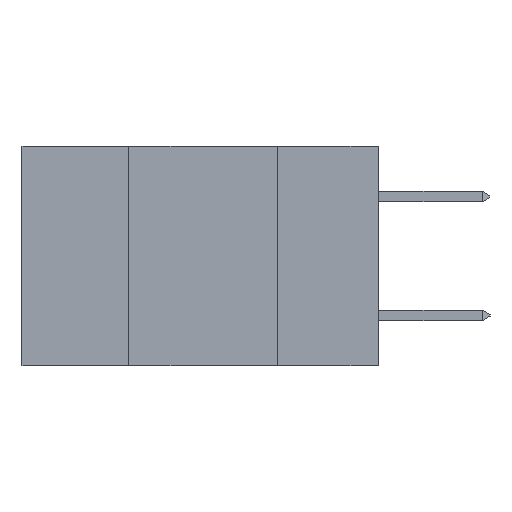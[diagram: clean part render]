
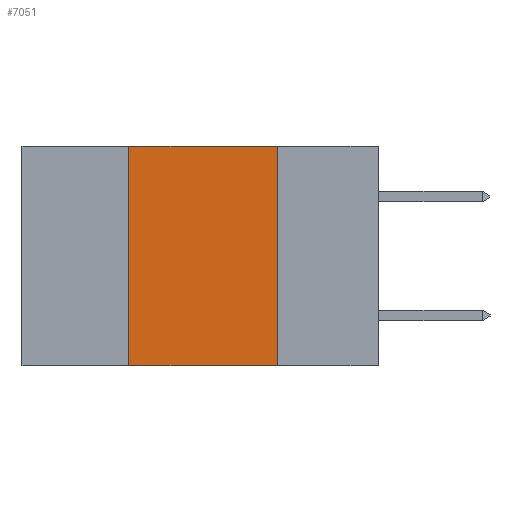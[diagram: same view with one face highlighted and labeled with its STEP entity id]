
A CAD part, left-side view. The second image highlights one B-rep face of the part: STEP entity #7051.
In plain terms, the highlighted planar face has unit normal (-1, 0, 0).
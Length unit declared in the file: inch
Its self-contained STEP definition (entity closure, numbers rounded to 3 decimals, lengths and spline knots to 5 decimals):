
#521 = EDGE_CURVE ( 'NONE', #20341, #9662, #18660, .T. ) ;
#589 = LINE ( 'NONE', #10003, #10806 ) ;
#2369 = CARTESIAN_POINT ( 'NONE',  ( 0., 0.17, -0.37 ) ) ;
#2604 = CARTESIAN_POINT ( 'NONE',  ( 0., 0.42, -0.37 ) ) ;
#2617 = LINE ( 'NONE', #13776, #18177 ) ;
#2971 = PLANE ( 'NONE',  #5664 ) ;
#3115 = VECTOR ( 'NONE', #6667, 39.37008 ) ;
#4123 = EDGE_CURVE ( 'NONE', #9662, #9802, #2617, .T. ) ;
#5664 = AXIS2_PLACEMENT_3D ( 'NONE', #21263, #9163, #23273 ) ;
#6667 = DIRECTION ( 'NONE',  ( 0., 0., 1. ) ) ;
#7051 = ADVANCED_FACE ( 'NONE', ( #7656 ), #2971, .F. ) ;
#7161 = CARTESIAN_POINT ( 'NONE',  ( 0., 0.17, 0. ) ) ;
#7390 = EDGE_CURVE ( 'NONE', #20341, #9580, #589, .T. ) ;
#7656 = FACE_OUTER_BOUND ( 'NONE', #20681, .T. ) ;
#8004 = DIRECTION ( 'NONE',  ( 0., -1., 0. ) ) ;
#9163 = DIRECTION ( 'NONE',  ( 1., 0., 0. ) ) ;
#9580 = VERTEX_POINT ( 'NONE', #18658 ) ;
#9662 = VERTEX_POINT ( 'NONE', #14857 ) ;
#9769 = ORIENTED_EDGE ( 'NONE', *, *, #7390, .T. ) ;
#9802 = VERTEX_POINT ( 'NONE', #7161 ) ;
#10003 = CARTESIAN_POINT ( 'NONE',  ( 0., 0.6, -0.37 ) ) ;
#10806 = VECTOR ( 'NONE', #8004, 39.37008 ) ;
#12316 = ORIENTED_EDGE ( 'NONE', *, *, #19529, .F. ) ;
#13219 = LINE ( 'NONE', #2369, #24595 ) ;
#13776 = CARTESIAN_POINT ( 'NONE',  ( 0., 0.6, 0. ) ) ;
#13999 = CARTESIAN_POINT ( 'NONE',  ( 0., 0.42, -0.37 ) ) ;
#14857 = CARTESIAN_POINT ( 'NONE',  ( 0., 0.42, 0. ) ) ;
#16590 = DIRECTION ( 'NONE',  ( 0., 0., -1. ) ) ;
#18177 = VECTOR ( 'NONE', #25878, 39.37008 ) ;
#18658 = CARTESIAN_POINT ( 'NONE',  ( 0., 0.17, -0.37 ) ) ;
#18660 = LINE ( 'NONE', #13999, #3115 ) ;
#19529 = EDGE_CURVE ( 'NONE', #9802, #9580, #13219, .T. ) ;
#20341 = VERTEX_POINT ( 'NONE', #2604 ) ;
#20681 = EDGE_LOOP ( 'NONE', ( #12316, #21783, #25889, #9769 ) ) ;
#21263 = CARTESIAN_POINT ( 'NONE',  ( 0., 0.6, 0. ) ) ;
#21783 = ORIENTED_EDGE ( 'NONE', *, *, #4123, .F. ) ;
#23273 = DIRECTION ( 'NONE',  ( 0., 0., -1. ) ) ;
#24595 = VECTOR ( 'NONE', #16590, 39.37008 ) ;
#25878 = DIRECTION ( 'NONE',  ( 0., -1., 0. ) ) ;
#25889 = ORIENTED_EDGE ( 'NONE', *, *, #521, .F. ) ;
